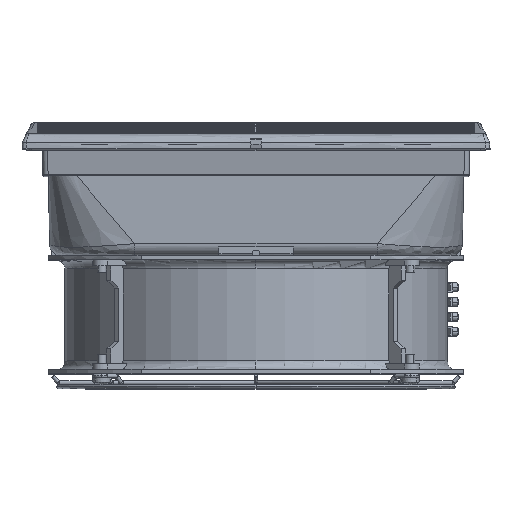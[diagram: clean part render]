
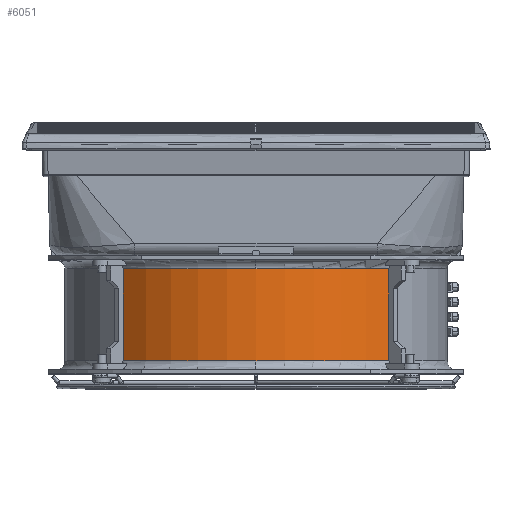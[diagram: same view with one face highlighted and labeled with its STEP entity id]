
A CAD part, top view. The second image highlights one B-rep face of the part: STEP entity #6051.
In plain terms, the highlighted cylindrical face has radius 129 mm (diameter 258 mm), a partial arc.
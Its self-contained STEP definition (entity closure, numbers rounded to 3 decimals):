
#6051=ADVANCED_FACE('',(#13131),#13132,.T.);
#13131=FACE_OUTER_BOUND('',#21897,.T.);
#13132=CYLINDRICAL_SURFACE('',#21898,129.0);
#21897=EDGE_LOOP('',(#43130,#43131,#43132,#43133,#43134,#43135));
#21898=AXIS2_PLACEMENT_3D('',#43136,#43137,#43138);
#43130=ORIENTED_EDGE('',*,*,#58948,.F.);
#43131=ORIENTED_EDGE('',*,*,#58917,.F.);
#43132=ORIENTED_EDGE('',*,*,#51499,.F.);
#43133=ORIENTED_EDGE('',*,*,#58967,.T.);
#43134=ORIENTED_EDGE('',*,*,#51455,.T.);
#43135=ORIENTED_EDGE('',*,*,#58968,.T.);
#43136=CARTESIAN_POINT('',(0.0,-4.0,0.0));
#43137=DIRECTION('',(0.0,-1.0,0.0));
#43138=DIRECTION('',(1.0,0.0,0.0));
#51455=EDGE_CURVE('',#62095,#62092,#62096,.T.);
#51499=EDGE_CURVE('',#62173,#62165,#62175,.T.);
#58917=EDGE_CURVE('',#62165,#73348,#73349,.T.);
#58948=EDGE_CURVE('',#73348,#73398,#73399,.T.);
#58967=EDGE_CURVE('',#62173,#62095,#73432,.T.);
#58968=EDGE_CURVE('',#62092,#73398,#73433,.T.);
#62092=VERTEX_POINT('',#77336);
#62095=VERTEX_POINT('',#77339);
#62096=CIRCLE('',#77340,129.0);
#62165=VERTEX_POINT('',#77453);
#62173=VERTEX_POINT('',#77461);
#62175=CIRCLE('',#77463,129.0);
#73348=VERTEX_POINT('',#103835);
#73349=CIRCLE('',#103836,129.0);
#73398=VERTEX_POINT('',#103885);
#73399=LINE('',#103886,#103887);
#73432=LINE('',#103934,#103935);
#73433=CIRCLE('',#103936,129.0);
#77336=CARTESIAN_POINT('',(0.,71.0,129.0));
#77339=CARTESIAN_POINT('',(89.792,71.0,92.62));
#77340=AXIS2_PLACEMENT_3D('',#108801,#108802,#108803);
#77453=CARTESIAN_POINT('',(0.,9.0,129.0));
#77461=CARTESIAN_POINT('',(89.792,9.0,92.62));
#77463=AXIS2_PLACEMENT_3D('',#108889,#108890,#108891);
#103835=CARTESIAN_POINT('',(-89.792,9.0,92.62));
#103836=AXIS2_PLACEMENT_3D('',#116040,#116041,#116042);
#103885=CARTESIAN_POINT('',(-89.792,71.0,92.62));
#103886=CARTESIAN_POINT('',(-89.792,9.0,92.62));
#103887=VECTOR('',#116118,62.0);
#103934=CARTESIAN_POINT('',(89.792,9.0,92.62));
#103935=VECTOR('',#116139,62.0);
#103936=AXIS2_PLACEMENT_3D('',#116140,#116141,#116142);
#108801=CARTESIAN_POINT('',(0.0,71.0,0.0));
#108802=DIRECTION('',(0.0,-1.0,0.0));
#108803=DIRECTION('',(0.696,0.0,0.718));
#108889=CARTESIAN_POINT('',(0.0,9.0,0.0));
#108890=DIRECTION('',(0.0,-1.0,0.0));
#108891=DIRECTION('',(0.696,0.0,0.718));
#116040=CARTESIAN_POINT('',(0.0,9.0,0.0));
#116041=DIRECTION('',(0.0,-1.0,0.0));
#116042=DIRECTION('',(0.696,0.0,0.718));
#116118=DIRECTION('',(0.0,1.0,0.0));
#116139=DIRECTION('',(0.0,1.0,0.0));
#116140=CARTESIAN_POINT('',(0.0,71.0,0.0));
#116141=DIRECTION('',(0.0,-1.0,0.0));
#116142=DIRECTION('',(0.696,0.0,0.718));
